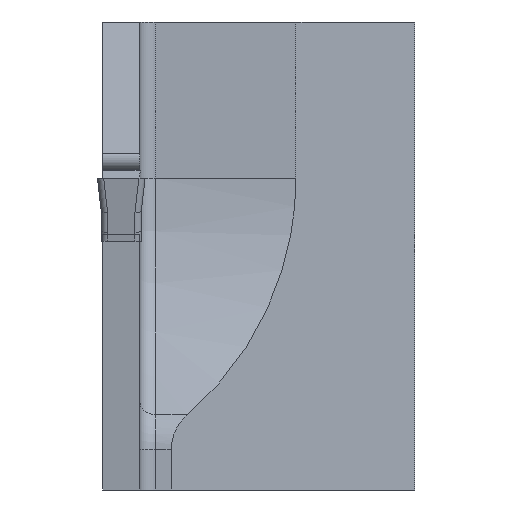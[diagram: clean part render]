
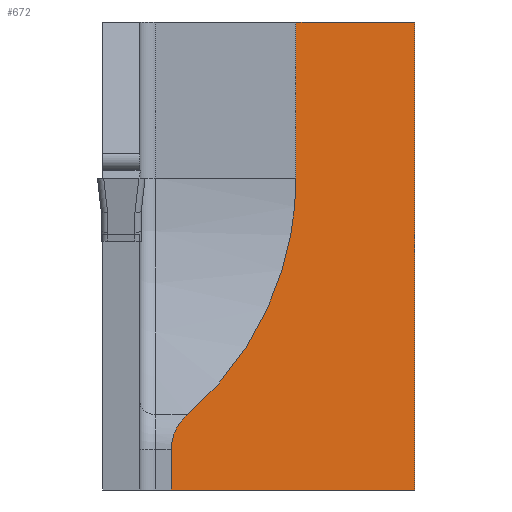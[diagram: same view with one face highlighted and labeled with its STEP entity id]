
A CAD part, left-side view. The second image highlights one B-rep face of the part: STEP entity #672.
In plain terms, the highlighted planar face has unit normal (-0.707, -0.707, 0).
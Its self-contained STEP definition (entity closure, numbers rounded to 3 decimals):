
#31=ELLIPSE('',#1764,28.284,20.);
#32=ELLIPSE('',#1767,4.243,3.);
#672=ADVANCED_FACE('',(#774),#709,.T.);
#709=PLANE('',#1775);
#774=FACE_OUTER_BOUND('',#841,.T.);
#841=EDGE_LOOP('',(#1162,#1163,#1164,#1165,#1166,#1167,#1168));
#1162=ORIENTED_EDGE('',*,*,#1453,.F.);
#1163=ORIENTED_EDGE('',*,*,#1461,.T.);
#1164=ORIENTED_EDGE('',*,*,#1458,.F.);
#1165=ORIENTED_EDGE('',*,*,#1466,.F.);
#1166=ORIENTED_EDGE('',*,*,#1468,.F.);
#1167=ORIENTED_EDGE('',*,*,#1471,.F.);
#1168=ORIENTED_EDGE('',*,*,#1473,.F.);
#1294=VERTEX_POINT('',#2711);
#1295=VERTEX_POINT('',#2713);
#1298=VERTEX_POINT('',#2721);
#1299=VERTEX_POINT('',#2723);
#1303=VERTEX_POINT('',#2736);
#1304=VERTEX_POINT('',#2740);
#1306=VERTEX_POINT('',#2746);
#1453=EDGE_CURVE('',#1294,#1295,#1575,.T.);
#1458=EDGE_CURVE('',#1298,#1299,#1579,.T.);
#1461=EDGE_CURVE('',#1294,#1299,#1582,.T.);
#1466=EDGE_CURVE('',#1303,#1298,#1586,.T.);
#1468=EDGE_CURVE('',#1304,#1303,#31,.T.);
#1471=EDGE_CURVE('',#1306,#1304,#32,.T.);
#1473=EDGE_CURVE('',#1295,#1306,#1590,.T.);
#1575=LINE('',#2712,#1699);
#1579=LINE('',#2722,#1703);
#1582=LINE('',#2728,#1706);
#1586=LINE('',#2737,#1710);
#1590=LINE('',#2750,#1714);
#1699=VECTOR('',#1958,1.);
#1703=VECTOR('',#1966,1.);
#1706=VECTOR('',#1971,1.);
#1710=VECTOR('',#1979,1.);
#1714=VECTOR('',#1995,1.);
#1764=AXIS2_PLACEMENT_3D('',#2741,#1983,#1984);
#1767=AXIS2_PLACEMENT_3D('',#2747,#1990,#1991);
#1775=AXIS2_PLACEMENT_3D('',#2759,#2010,#2011);
#1958=DIRECTION('',(-0.707,0.707,0.));
#1966=DIRECTION('',(0.707,-0.707,0.));
#1971=DIRECTION('',(0.,0.,1.));
#1979=DIRECTION('',(0.,0.,1.));
#1983=DIRECTION('',(-0.707,-0.707,0.));
#1984=DIRECTION('',(-0.707,0.707,0.));
#1990=DIRECTION('',(0.707,0.707,0.));
#1991=DIRECTION('',(-0.707,0.707,0.));
#1995=DIRECTION('',(0.,0.,1.));
#2010=DIRECTION('',(-0.707,-0.707,0.));
#2011=DIRECTION('',(-0.707,0.707,0.));
#2711=CARTESIAN_POINT('',(28.6,0.,-20.));
#2712=CARTESIAN_POINT('',(14.3,14.3,-20.));
#2713=CARTESIAN_POINT('',(13.,15.6,-20.));
#2721=CARTESIAN_POINT('',(21.,7.6,10.));
#2722=CARTESIAN_POINT('',(4.3,24.3,10.));
#2723=CARTESIAN_POINT('',(28.6,0.,10.));
#2728=CARTESIAN_POINT('',(28.6,0.,188.445));
#2736=CARTESIAN_POINT('',(21.,7.6,0.));
#2737=CARTESIAN_POINT('',(21.,7.6,10.));
#2740=CARTESIAN_POINT('',(14.043,14.557,-15.161));
#2741=CARTESIAN_POINT('',(1.,27.6,0.));
#2746=CARTESIAN_POINT('',(13.,15.6,-17.436));
#2747=CARTESIAN_POINT('',(16.,12.6,-17.436));
#2750=CARTESIAN_POINT('',(13.,15.6,-17.436));
#2759=CARTESIAN_POINT('',(13.,15.6,188.445));
